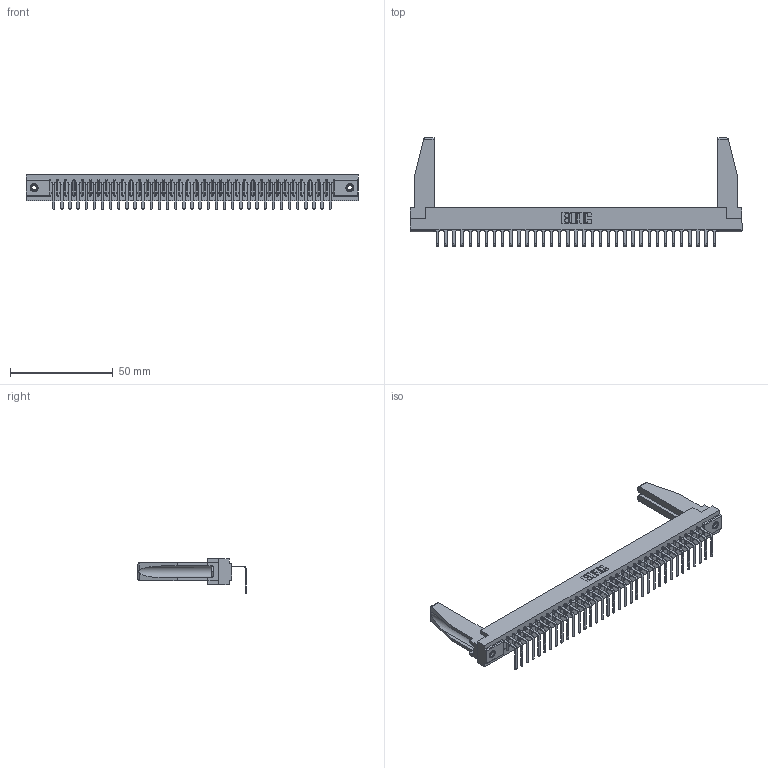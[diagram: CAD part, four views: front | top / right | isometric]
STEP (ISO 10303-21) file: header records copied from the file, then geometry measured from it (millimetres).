
FILE_DESCRIPTION (( 'STEP AP203' ), '1' );
FILE_NAME ('307-035-558-178.STEP', '2019-09-05T14:38:50', ( '' ), ( '' ), 'SwSTEP 2.0', 'SolidWorks 2016', '' );
FILE_SCHEMA (( 'CONFIG_CONTROL_DESIGN' ));
Length unit declared in the file: inch
Products named in the file (5): 345-250-001_345-250-001-102; 307-220-078; 307-290-001_558 - 2 (Single); 307-035-558-178; 307 Part_.156 Dia Mounting Holes
Assembly tree (40 placements, depth 2):
  307-035-558-178
    307 Part_.156 Dia Mounting Holes
    307-290-001_558 - 2 (Single)  x35
    307-220-078  x2
    345-250-001_345-250-001-102  x2
Bounding box: 161.7 x 52.67 x 16.8 mm (x, y, z)
Volume: 20898.2 mm3; surface area: 22676.9 mm2
Topology: 40 solids, 40 shells, 2384 faces, 6743 edges, 4342 vertices
Faces by surface type: plane 1519, cylinder 777, sphere 72, cone 12, torus 4
Entity records: 33411 total; most frequent: CARTESIAN_POINT 5626, ORIENTED_EDGE 5568, DIRECTION 5432, EDGE_CURVE 2784, VECTOR 2136, LINE 2136, VERTEX_POINT 1800, AXIS2_PLACEMENT_3D 1648
